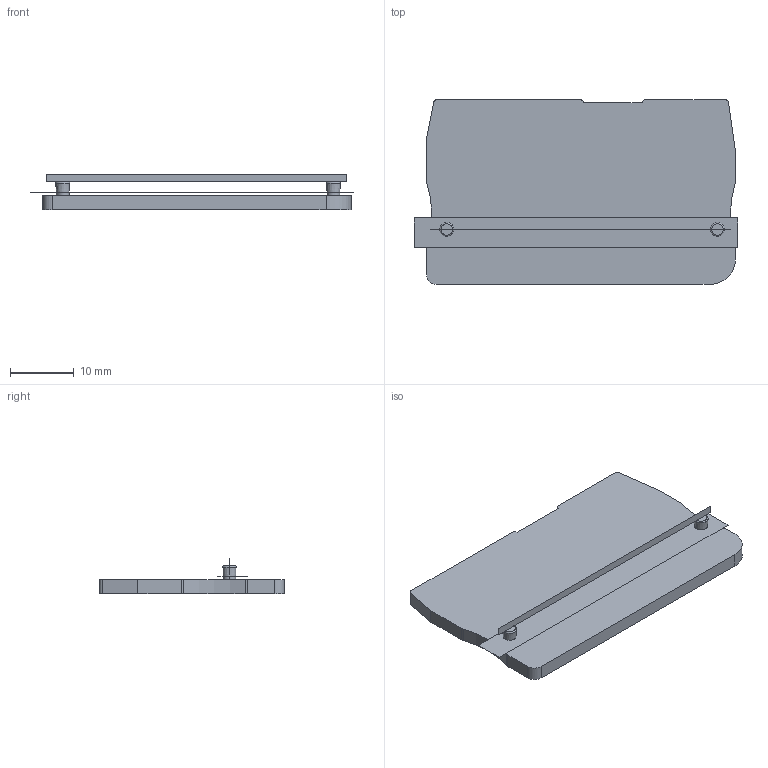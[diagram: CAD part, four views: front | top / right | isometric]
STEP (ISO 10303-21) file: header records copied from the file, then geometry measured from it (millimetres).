
FILE_DESCRIPTION((''),'2;1');
FILE_NAME('路啣','2022-05-24T',('Administrator'),(''),'PRO/ENGINEER BY PARAMETRIC TECHNOLOGY CORPORATION, 2013230','PRO/ENGINEER BY PARAMETRIC TECHNOLOGY CORPORATION, 2013230','');
FILE_SCHEMA(('CONFIG_CONTROL_DESIGN'));
Length unit declared in the file: millimetre
Products named in the file (1): 路啣
Bounding box: 50.82 x 29 x 5.6 mm (x, y, z)
Volume: 3034.3 mm3; surface area: 3428.1 mm2
Topology: 1 solids, 3 shells, 53 faces, 131 edges, 86 vertices
Faces by surface type: plane 20, cylinder 17, cone 8, torus 8
Entity records: 1656 total; most frequent: DIRECTION 299, CARTESIAN_POINT 275, ORIENTED_EDGE 254, EDGE_CURVE 131, AXIS2_PLACEMENT_3D 115, VERTEX_POINT 86, VECTOR 69, LINE 69
